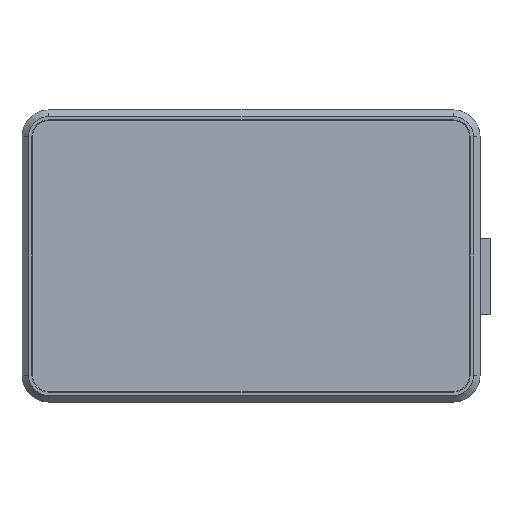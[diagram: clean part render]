
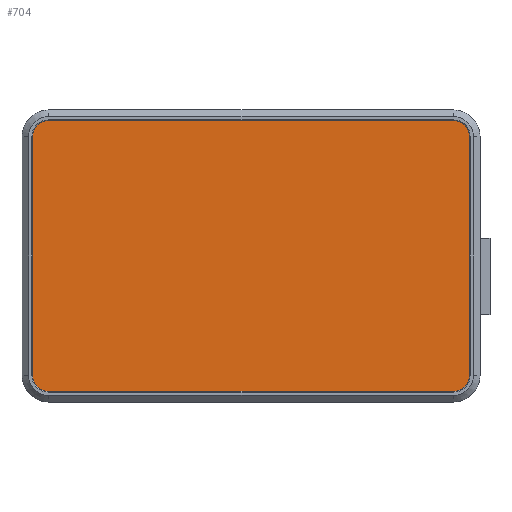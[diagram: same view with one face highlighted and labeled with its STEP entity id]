
A CAD part, front view. The second image highlights one B-rep face of the part: STEP entity #704.
In plain terms, the highlighted planar face has unit normal (0, -1, 0).
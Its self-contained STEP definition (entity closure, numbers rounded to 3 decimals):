
#504 = EDGE_CURVE ( 'NONE', #764, #14845, #5123, .T. ) ;
#704 = ADVANCED_FACE ( 'NONE', ( #2514 ), #11900, .F. ) ;
#764 = VERTEX_POINT ( 'NONE', #6454 ) ;
#1223 = DIRECTION ( 'NONE',  ( 0., 0., 1. ) ) ;
#1491 = AXIS2_PLACEMENT_3D ( 'NONE', #14867, #12012, #4163 ) ;
#1608 = CARTESIAN_POINT ( 'NONE',  ( -49.957, -7.975, -1.231 ) ) ;
#1975 = EDGE_CURVE ( 'NONE', #9646, #14031, #6065, .T. ) ;
#2300 = CARTESIAN_POINT ( 'NONE',  ( 13.443, -7.975, -1.231 ) ) ;
#2301 = VECTOR ( 'NONE', #6134, 1000. ) ;
#2451 = EDGE_CURVE ( 'NONE', #14031, #7091, #9367, .T. ) ;
#2452 = CARTESIAN_POINT ( 'NONE',  ( 15.843, -7.975, -1.231 ) ) ;
#2514 = FACE_OUTER_BOUND ( 'NONE', #18514, .T. ) ;
#2696 = LINE ( 'NONE', #8992, #19117 ) ;
#2863 = CARTESIAN_POINT ( 'NONE',  ( 15.843, -7.975, -1.231 ) ) ;
#3645 = DIRECTION ( 'NONE',  ( 0., 0., -1. ) ) ;
#4163 = DIRECTION ( 'NONE',  ( 0., 0., 1. ) ) ;
#4278 = ORIENTED_EDGE ( 'NONE', *, *, #2451, .T. ) ;
#4430 = DIRECTION ( 'NONE',  ( 0., -1., 0. ) ) ;
#4493 = DIRECTION ( 'NONE',  ( 0., -1., 0. ) ) ;
#4697 = CARTESIAN_POINT ( 'NONE',  ( -49.957, -7.975, -1.231 ) ) ;
#5123 = CIRCLE ( 'NONE', #16622, 2.4 ) ;
#5280 = DIRECTION ( 'NONE',  ( 0., -1., 0. ) ) ;
#5410 = AXIS2_PLACEMENT_3D ( 'NONE', #17203, #4430, #20086 ) ;
#5577 = CARTESIAN_POINT ( 'NONE',  ( 13.443, -7.975, 37.169 ) ) ;
#5854 = CARTESIAN_POINT ( 'NONE',  ( -47.557, -7.975, 34.769 ) ) ;
#6065 = CIRCLE ( 'NONE', #5410, 2.4 ) ;
#6134 = DIRECTION ( 'NONE',  ( 0., 0., -1. ) ) ;
#6266 = CIRCLE ( 'NONE', #19132, 2.4 ) ;
#6354 = CARTESIAN_POINT ( 'NONE',  ( 13.443, -7.975, 34.769 ) ) ;
#6454 = CARTESIAN_POINT ( 'NONE',  ( -47.557, -7.975, 37.169 ) ) ;
#7091 = VERTEX_POINT ( 'NONE', #7812 ) ;
#7289 = ORIENTED_EDGE ( 'NONE', *, *, #1975, .T. ) ;
#7658 = ORIENTED_EDGE ( 'NONE', *, *, #504, .T. ) ;
#7812 = CARTESIAN_POINT ( 'NONE',  ( 13.443, -7.975, -3.631 ) ) ;
#7998 = CARTESIAN_POINT ( 'NONE',  ( -47.557, -7.975, -3.631 ) ) ;
#8238 = AXIS2_PLACEMENT_3D ( 'NONE', #2300, #5280, #3645 ) ;
#8679 = VECTOR ( 'NONE', #11714, 1000. ) ;
#8992 = CARTESIAN_POINT ( 'NONE',  ( -47.557, -7.975, 37.169 ) ) ;
#9145 = EDGE_CURVE ( 'NONE', #20127, #764, #2696, .T. ) ;
#9367 = LINE ( 'NONE', #12969, #12025 ) ;
#9646 = VERTEX_POINT ( 'NONE', #4697 ) ;
#9846 = VERTEX_POINT ( 'NONE', #14583 ) ;
#10297 = ORIENTED_EDGE ( 'NONE', *, *, #19605, .T. ) ;
#10412 = EDGE_CURVE ( 'NONE', #9846, #20127, #6266, .T. ) ;
#10461 = VERTEX_POINT ( 'NONE', #2863 ) ;
#10817 = ORIENTED_EDGE ( 'NONE', *, *, #10412, .T. ) ;
#11714 = DIRECTION ( 'NONE',  ( 0., 0., 1. ) ) ;
#11900 = PLANE ( 'NONE',  #1491 ) ;
#12012 = DIRECTION ( 'NONE',  ( 0., 1., 0. ) ) ;
#12025 = VECTOR ( 'NONE', #15616, 1000. ) ;
#12969 = CARTESIAN_POINT ( 'NONE',  ( -47.557, -7.975, -3.631 ) ) ;
#13206 = EDGE_CURVE ( 'NONE', #7091, #10461, #20388, .T. ) ;
#13740 = ORIENTED_EDGE ( 'NONE', *, *, #9145, .T. ) ;
#14031 = VERTEX_POINT ( 'NONE', #7998 ) ;
#14583 = CARTESIAN_POINT ( 'NONE',  ( 15.843, -7.975, 34.769 ) ) ;
#14845 = VERTEX_POINT ( 'NONE', #19417 ) ;
#14867 = CARTESIAN_POINT ( 'NONE',  ( -47.557, -7.975, 34.769 ) ) ;
#15510 = DIRECTION ( 'NONE',  ( 0., 0., 1. ) ) ;
#15616 = DIRECTION ( 'NONE',  ( 1., 0., 0. ) ) ;
#15703 = LINE ( 'NONE', #1608, #2301 ) ;
#16388 = ORIENTED_EDGE ( 'NONE', *, *, #13206, .T. ) ;
#16622 = AXIS2_PLACEMENT_3D ( 'NONE', #5854, #19889, #1223 ) ;
#17203 = CARTESIAN_POINT ( 'NONE',  ( -47.557, -7.975, -1.231 ) ) ;
#18514 = EDGE_LOOP ( 'NONE', ( #7658, #10297, #7289, #4278, #16388, #19237, #10817, #13740 ) ) ;
#18678 = EDGE_CURVE ( 'NONE', #10461, #9846, #19653, .T. ) ;
#18757 = DIRECTION ( 'NONE',  ( -1., 0., 0. ) ) ;
#19117 = VECTOR ( 'NONE', #18757, 1000. ) ;
#19132 = AXIS2_PLACEMENT_3D ( 'NONE', #6354, #4493, #15510 ) ;
#19237 = ORIENTED_EDGE ( 'NONE', *, *, #18678, .T. ) ;
#19417 = CARTESIAN_POINT ( 'NONE',  ( -49.957, -7.975, 34.769 ) ) ;
#19605 = EDGE_CURVE ( 'NONE', #14845, #9646, #15703, .T. ) ;
#19653 = LINE ( 'NONE', #2452, #8679 ) ;
#19889 = DIRECTION ( 'NONE',  ( 0., -1., 0. ) ) ;
#20086 = DIRECTION ( 'NONE',  ( 0., 0., 1. ) ) ;
#20127 = VERTEX_POINT ( 'NONE', #5577 ) ;
#20388 = CIRCLE ( 'NONE', #8238, 2.4 ) ;
